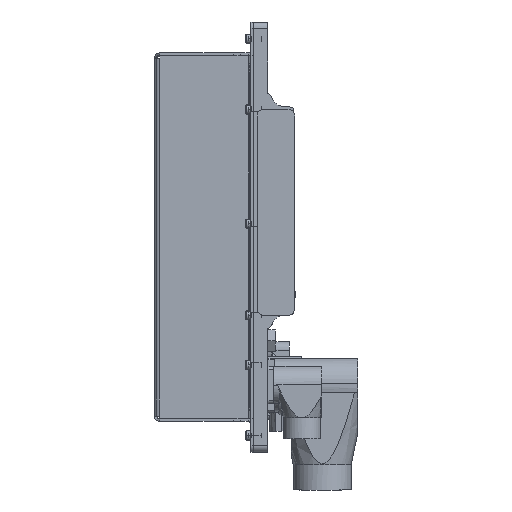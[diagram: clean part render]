
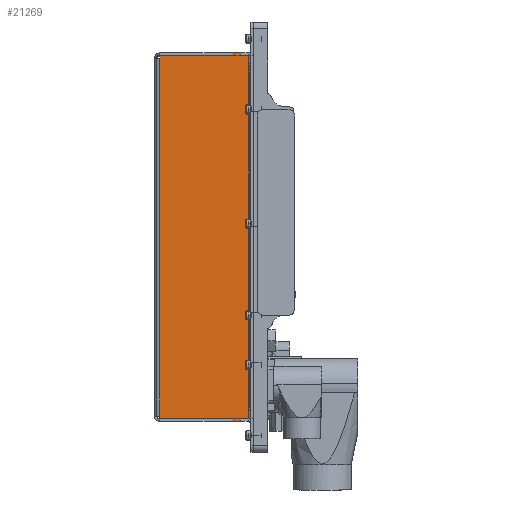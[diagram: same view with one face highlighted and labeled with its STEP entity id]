
A CAD part, left-side view. The second image highlights one B-rep face of the part: STEP entity #21269.
In plain terms, the highlighted face is planar.
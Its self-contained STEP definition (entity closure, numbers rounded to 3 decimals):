
#198 = VECTOR ( 'NONE', #8130, 1000. ) ;
#310 = DIRECTION ( 'NONE',  ( 0., 0., 1. ) ) ;
#418 = CARTESIAN_POINT ( 'NONE',  ( 134.95, 66.716, -4.004 ) ) ;
#525 = CARTESIAN_POINT ( 'NONE',  ( -134.95, 66.716, -59.004 ) ) ;
#855 = ORIENTED_EDGE ( 'NONE', *, *, #19855, .T. ) ;
#1036 = DIRECTION ( 'NONE',  ( 0., 0., 1. ) ) ;
#1413 = LINE ( 'NONE', #22124, #7585 ) ;
#1575 = CARTESIAN_POINT ( 'NONE',  ( -133., 66.716, -4.004 ) ) ;
#2920 = VERTEX_POINT ( 'NONE', #17379 ) ;
#2972 = EDGE_CURVE ( 'NONE', #16625, #2920, #3113, .T. ) ;
#3113 = LINE ( 'NONE', #28155, #25386 ) ;
#4336 = LINE ( 'NONE', #19232, #32625 ) ;
#4349 = VECTOR ( 'NONE', #23202, 1000. ) ;
#5272 = CARTESIAN_POINT ( 'NONE',  ( 134.95, 66.716, -70.004 ) ) ;
#5304 = VERTEX_POINT ( 'NONE', #26792 ) ;
#5487 = CARTESIAN_POINT ( 'NONE',  ( -134.95, 66.716, -59.004 ) ) ;
#5930 = CARTESIAN_POINT ( 'NONE',  ( 137., 66.716, -64.004 ) ) ;
#6007 = FACE_OUTER_BOUND ( 'NONE', #11140, .T. ) ;
#6077 = CARTESIAN_POINT ( 'NONE',  ( 133., 66.716, -4.004 ) ) ;
#6158 = DIRECTION ( 'NONE',  ( 1., 0., 0. ) ) ;
#6525 = VERTEX_POINT ( 'NONE', #16724 ) ;
#6820 = LINE ( 'NONE', #29042, #21725 ) ;
#6846 = DIRECTION ( 'NONE',  ( 0., 0., -1. ) ) ;
#7404 = EDGE_CURVE ( 'NONE', #6525, #31659, #12028, .T. ) ;
#7585 = VECTOR ( 'NONE', #9517, 1000. ) ;
#7944 = CARTESIAN_POINT ( 'NONE',  ( 133., 66.716, 1051.426 ) ) ;
#8130 = DIRECTION ( 'NONE',  ( -1., 0., 0. ) ) ;
#8832 = ORIENTED_EDGE ( 'NONE', *, *, #14173, .T. ) ;
#8966 = EDGE_CURVE ( 'NONE', #5304, #10413, #6820, .T. ) ;
#9038 = CARTESIAN_POINT ( 'NONE',  ( 0., 66.716, -4. ) ) ;
#9367 = VECTOR ( 'NONE', #18984, 1000. ) ;
#9517 = DIRECTION ( 'NONE',  ( 1., 0., 0. ) ) ;
#9697 = VECTOR ( 'NONE', #15009, 1000. ) ;
#9754 = LINE ( 'NONE', #5272, #16991 ) ;
#10150 = ORIENTED_EDGE ( 'NONE', *, *, #12195, .T. ) ;
#10230 = CARTESIAN_POINT ( 'NONE',  ( 134.95, 66.716, -59.004 ) ) ;
#10244 = VERTEX_POINT ( 'NONE', #5487 ) ;
#10413 = VERTEX_POINT ( 'NONE', #21385 ) ;
#10608 = EDGE_CURVE ( 'NONE', #11584, #5304, #26495, .T. ) ;
#10754 = CARTESIAN_POINT ( 'NONE',  ( -134.95, 66.716, -64.004 ) ) ;
#11140 = EDGE_LOOP ( 'NONE', ( #25757, #12760, #23201, #19429, #855, #22910, #14111, #14215, #13837, #13132, #11939, #10150, #8832, #21411, #23759, #26278 ) ) ;
#11514 = CARTESIAN_POINT ( 'NONE',  ( 137., 66.716, -59.004 ) ) ;
#11552 = CARTESIAN_POINT ( 'NONE',  ( -134.95, 66.716, -70.004 ) ) ;
#11584 = VERTEX_POINT ( 'NONE', #10754 ) ;
#11757 = CARTESIAN_POINT ( 'NONE',  ( 134.95, 66.716, -64.004 ) ) ;
#11939 = ORIENTED_EDGE ( 'NONE', *, *, #19111, .T. ) ;
#12028 = LINE ( 'NONE', #9038, #23788 ) ;
#12195 = EDGE_CURVE ( 'NONE', #15611, #15958, #1413, .T. ) ;
#12754 = VECTOR ( 'NONE', #21671, 1000. ) ;
#12760 = ORIENTED_EDGE ( 'NONE', *, *, #7404, .T. ) ;
#13132 = ORIENTED_EDGE ( 'NONE', *, *, #8966, .T. ) ;
#13638 = PLANE ( 'NONE',  #20782 ) ;
#13837 = ORIENTED_EDGE ( 'NONE', *, *, #10608, .T. ) ;
#13896 = EDGE_CURVE ( 'NONE', #20837, #31337, #16163, .T. ) ;
#14111 = ORIENTED_EDGE ( 'NONE', *, *, #2972, .T. ) ;
#14173 = EDGE_CURVE ( 'NONE', #15958, #23649, #16280, .T. ) ;
#14215 = ORIENTED_EDGE ( 'NONE', *, *, #15241, .T. ) ;
#15009 = DIRECTION ( 'NONE',  ( -1., 0., 0. ) ) ;
#15076 = LINE ( 'NONE', #7944, #4349 ) ;
#15241 = EDGE_CURVE ( 'NONE', #2920, #11584, #4336, .T. ) ;
#15442 = DIRECTION ( 'NONE',  ( 0., 0., -1. ) ) ;
#15611 = VERTEX_POINT ( 'NONE', #11757 ) ;
#15669 = DIRECTION ( 'NONE',  ( -1., 0., 0. ) ) ;
#15958 = VERTEX_POINT ( 'NONE', #5930 ) ;
#16030 = CARTESIAN_POINT ( 'NONE',  ( -133., 66.716, 1051.426 ) ) ;
#16132 = EDGE_CURVE ( 'NONE', #16610, #20837, #29294, .T. ) ;
#16163 = LINE ( 'NONE', #418, #19289 ) ;
#16280 = LINE ( 'NONE', #31697, #27272 ) ;
#16610 = VERTEX_POINT ( 'NONE', #23221 ) ;
#16625 = VERTEX_POINT ( 'NONE', #32171 ) ;
#16724 = CARTESIAN_POINT ( 'NONE',  ( 133., 66.716, -4. ) ) ;
#16783 = DIRECTION ( 'NONE',  ( 1., 0., 0. ) ) ;
#16991 = VECTOR ( 'NONE', #310, 1000. ) ;
#17379 = CARTESIAN_POINT ( 'NONE',  ( -137., 66.716, -64.004 ) ) ;
#17655 = LINE ( 'NONE', #30089, #9697 ) ;
#17745 = LINE ( 'NONE', #525, #198 ) ;
#18169 = DIRECTION ( 'NONE',  ( 0., 0., -1. ) ) ;
#18683 = VECTOR ( 'NONE', #20324, 1000. ) ;
#18779 = CARTESIAN_POINT ( 'NONE',  ( 134.95, 66.716, -4.004 ) ) ;
#18984 = DIRECTION ( 'NONE',  ( 0., 0., 1. ) ) ;
#19111 = EDGE_CURVE ( 'NONE', #10413, #15611, #9754, .T. ) ;
#19232 = CARTESIAN_POINT ( 'NONE',  ( -134.95, 66.716, -64.004 ) ) ;
#19289 = VECTOR ( 'NONE', #15669, 1000. ) ;
#19429 = ORIENTED_EDGE ( 'NONE', *, *, #22241, .T. ) ;
#19473 = DIRECTION ( 'NONE',  ( -1., 0., 0. ) ) ;
#19855 = EDGE_CURVE ( 'NONE', #31676, #10244, #20390, .T. ) ;
#20324 = DIRECTION ( 'NONE',  ( -1., 0., 0. ) ) ;
#20390 = LINE ( 'NONE', #27873, #22814 ) ;
#20782 = AXIS2_PLACEMENT_3D ( 'NONE', #26079, #29037, #6158 ) ;
#20837 = VERTEX_POINT ( 'NONE', #18779 ) ;
#21269 = ADVANCED_FACE ( 'NONE', ( #6007 ), #13638, .T. ) ;
#21385 = CARTESIAN_POINT ( 'NONE',  ( 134.95, 66.716, -70.004 ) ) ;
#21411 = ORIENTED_EDGE ( 'NONE', *, *, #21875, .T. ) ;
#21469 = VECTOR ( 'NONE', #18169, 1000. ) ;
#21671 = DIRECTION ( 'NONE',  ( 0., 0., -1. ) ) ;
#21725 = VECTOR ( 'NONE', #31710, 1000. ) ;
#21875 = EDGE_CURVE ( 'NONE', #23649, #16610, #25669, .T. ) ;
#22124 = CARTESIAN_POINT ( 'NONE',  ( 134.95, 66.716, -64.004 ) ) ;
#22241 = EDGE_CURVE ( 'NONE', #26021, #31676, #17655, .T. ) ;
#22671 = EDGE_CURVE ( 'NONE', #10244, #16625, #17745, .T. ) ;
#22814 = VECTOR ( 'NONE', #15442, 1000. ) ;
#22910 = ORIENTED_EDGE ( 'NONE', *, *, #22671, .T. ) ;
#23201 = ORIENTED_EDGE ( 'NONE', *, *, #25913, .T. ) ;
#23202 = DIRECTION ( 'NONE',  ( 0., 0., 1. ) ) ;
#23221 = CARTESIAN_POINT ( 'NONE',  ( 134.95, 66.716, -59.004 ) ) ;
#23649 = VERTEX_POINT ( 'NONE', #11514 ) ;
#23759 = ORIENTED_EDGE ( 'NONE', *, *, #16132, .T. ) ;
#23788 = VECTOR ( 'NONE', #19473, 1000. ) ;
#25386 = VECTOR ( 'NONE', #6846, 1000. ) ;
#25669 = LINE ( 'NONE', #10230, #18683 ) ;
#25757 = ORIENTED_EDGE ( 'NONE', *, *, #30694, .T. ) ;
#25913 = EDGE_CURVE ( 'NONE', #31659, #26021, #28615, .T. ) ;
#26021 = VERTEX_POINT ( 'NONE', #1575 ) ;
#26079 = CARTESIAN_POINT ( 'NONE',  ( 0., 66.716, -70.004 ) ) ;
#26278 = ORIENTED_EDGE ( 'NONE', *, *, #13896, .T. ) ;
#26328 = CARTESIAN_POINT ( 'NONE',  ( 134.95, 66.716, -59.004 ) ) ;
#26495 = LINE ( 'NONE', #11552, #12754 ) ;
#26792 = CARTESIAN_POINT ( 'NONE',  ( -134.95, 66.716, -70.004 ) ) ;
#27272 = VECTOR ( 'NONE', #1036, 1000. ) ;
#27873 = CARTESIAN_POINT ( 'NONE',  ( -134.95, 66.716, -59.004 ) ) ;
#28155 = CARTESIAN_POINT ( 'NONE',  ( -137., 66.716, -59.004 ) ) ;
#28615 = LINE ( 'NONE', #16030, #21469 ) ;
#29037 = DIRECTION ( 'NONE',  ( 0., -1., 0. ) ) ;
#29042 = CARTESIAN_POINT ( 'NONE',  ( -134.95, 66.716, -70.004 ) ) ;
#29294 = LINE ( 'NONE', #26328, #9367 ) ;
#30089 = CARTESIAN_POINT ( 'NONE',  ( -134.95, 66.716, -4.004 ) ) ;
#30243 = CARTESIAN_POINT ( 'NONE',  ( -134.95, 66.716, -4.004 ) ) ;
#30694 = EDGE_CURVE ( 'NONE', #31337, #6525, #15076, .T. ) ;
#31337 = VERTEX_POINT ( 'NONE', #6077 ) ;
#31659 = VERTEX_POINT ( 'NONE', #32751 ) ;
#31676 = VERTEX_POINT ( 'NONE', #30243 ) ;
#31697 = CARTESIAN_POINT ( 'NONE',  ( 137., 66.716, -59.004 ) ) ;
#31710 = DIRECTION ( 'NONE',  ( 1., 0., 0. ) ) ;
#32171 = CARTESIAN_POINT ( 'NONE',  ( -137., 66.716, -59.004 ) ) ;
#32625 = VECTOR ( 'NONE', #16783, 1000. ) ;
#32751 = CARTESIAN_POINT ( 'NONE',  ( -133., 66.716, -4. ) ) ;
